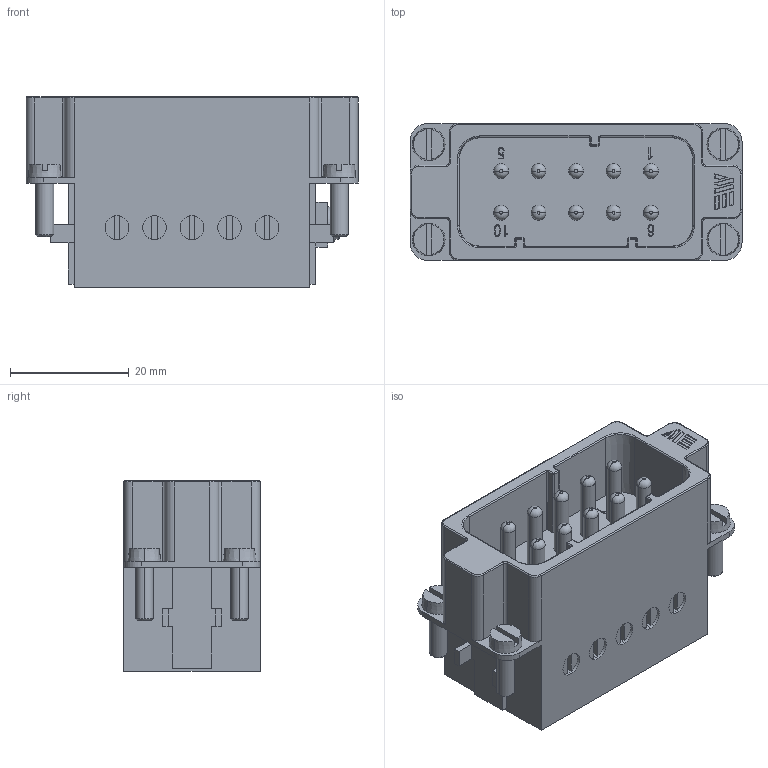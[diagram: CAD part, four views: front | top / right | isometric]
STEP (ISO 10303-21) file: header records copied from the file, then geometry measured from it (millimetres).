
FILE_DESCRIPTION (( 'STEP AP203' ), '1' );
FILE_NAME ('29421.step', '2025-02-12T17:35:40', ( '' ), ( '' ), 'SwSTEP 2.0', 'SolidWorks 2024', '' );
FILE_SCHEMA (( 'CONFIG_CONTROL_DESIGN' ));
Length unit declared in the file: inch
Products named in the file (1): 29421
Bounding box: 55.8 x 23 x 32 mm (x, y, z)
Volume: 22999.8 mm3; surface area: 12025.5 mm2
Topology: 1 solids, 1 shells, 522 faces, 1265 edges, 803 vertices
Faces by surface type: plane 261, cylinder 146, bspline 55, cone 34, torus 26
Entity records: 17276 total; most frequent: CARTESIAN_POINT 5195, ORIENTED_EDGE 2530, DIRECTION 2434, EDGE_CURVE 1265, AXIS2_PLACEMENT_3D 854, VERTEX_POINT 803, VECTOR 726, LINE 726
